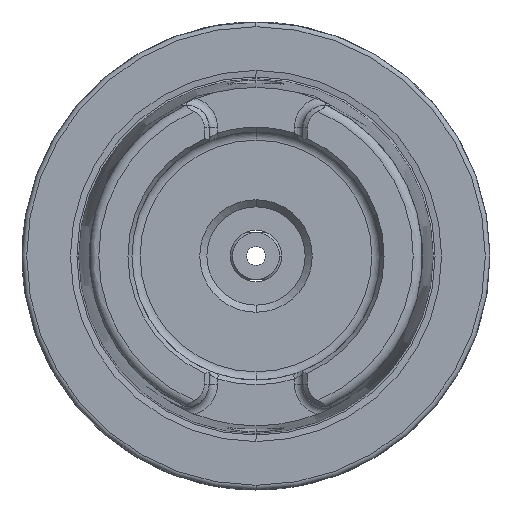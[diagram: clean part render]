
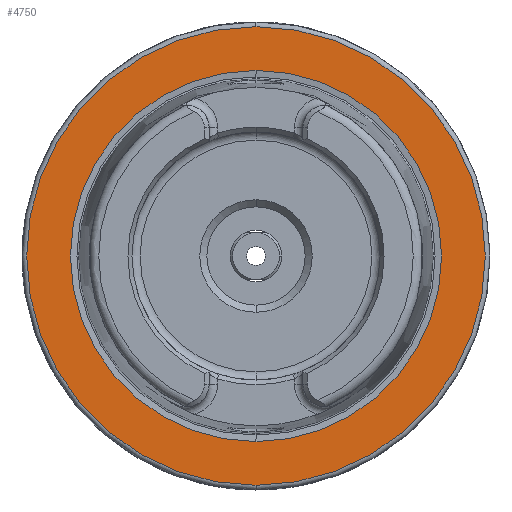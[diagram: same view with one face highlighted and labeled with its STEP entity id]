
A CAD part, left-side view. The second image highlights one B-rep face of the part: STEP entity #4750.
In plain terms, the highlighted planar face has unit normal (-1, 0, 0).
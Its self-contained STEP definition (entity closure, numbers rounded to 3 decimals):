
#229 = AXIS2_PLACEMENT_3D ( 'NONE', #1431, #5878, #2084 ) ;
#469 = ORIENTED_EDGE ( 'NONE', *, *, #3851, .T. ) ;
#808 = FACE_BOUND ( 'NONE', #3461, .T. ) ;
#944 = CIRCLE ( 'NONE', #5284, 49. ) ;
#951 = AXIS2_PLACEMENT_3D ( 'NONE', #5965, #2177, #6593 ) ;
#1031 = CARTESIAN_POINT ( 'NONE',  ( 0., 39.647, 0. ) ) ;
#1205 = ORIENTED_EDGE ( 'NONE', *, *, #6369, .F. ) ;
#1431 = CARTESIAN_POINT ( 'NONE',  ( 0., 0., 0. ) ) ;
#1679 = EDGE_CURVE ( 'NONE', #5185, #3569, #944, .T. ) ;
#1680 = DIRECTION ( 'NONE',  ( 0., 0., 1. ) ) ;
#2084 = DIRECTION ( 'NONE',  ( 0., 0., -1. ) ) ;
#2177 = DIRECTION ( 'NONE',  ( 1., 0., 0. ) ) ;
#2709 = CARTESIAN_POINT ( 'NONE',  ( 0., 0., 0. ) ) ;
#2781 = CARTESIAN_POINT ( 'NONE',  ( 0., 0., -49. ) ) ;
#3127 = EDGE_CURVE ( 'NONE', #3310, #7949, #3647, .T. ) ;
#3310 = VERTEX_POINT ( 'NONE', #4989 ) ;
#3354 = DIRECTION ( 'NONE',  ( 0., 0., -1. ) ) ;
#3404 = DIRECTION ( 'NONE',  ( 1., 0., 0. ) ) ;
#3461 = EDGE_LOOP ( 'NONE', ( #469, #3553 ) ) ;
#3553 = ORIENTED_EDGE ( 'NONE', *, *, #3127, .T. ) ;
#3569 = VERTEX_POINT ( 'NONE', #4580 ) ;
#3647 = CIRCLE ( 'NONE', #951, 39.647 ) ;
#3851 = EDGE_CURVE ( 'NONE', #7949, #3310, #6281, .T. ) ;
#3905 = ORIENTED_EDGE ( 'NONE', *, *, #1679, .F. ) ;
#4580 = CARTESIAN_POINT ( 'NONE',  ( 0., 0., 49. ) ) ;
#4750 = ADVANCED_FACE ( 'NONE', ( #808, #5685 ), #7377, .T. ) ;
#4770 = CIRCLE ( 'NONE', #229, 49. ) ;
#4989 = CARTESIAN_POINT ( 'NONE',  ( 0., 0., -39.647 ) ) ;
#5185 = VERTEX_POINT ( 'NONE', #2781 ) ;
#5284 = AXIS2_PLACEMENT_3D ( 'NONE', #2709, #7141, #3354 ) ;
#5488 = DIRECTION ( 'NONE',  ( -1., 0., 0. ) ) ;
#5569 = EDGE_LOOP ( 'NONE', ( #3905, #1205 ) ) ;
#5685 = FACE_OUTER_BOUND ( 'NONE', #5569, .T. ) ;
#5878 = DIRECTION ( 'NONE',  ( 1., 0., 0. ) ) ;
#5965 = CARTESIAN_POINT ( 'NONE',  ( 0., 0., 0. ) ) ;
#6128 = AXIS2_PLACEMENT_3D ( 'NONE', #1031, #5488, #1680 ) ;
#6174 = AXIS2_PLACEMENT_3D ( 'NONE', #7192, #3404, #7823 ) ;
#6281 = CIRCLE ( 'NONE', #6174, 39.647 ) ;
#6369 = EDGE_CURVE ( 'NONE', #3569, #5185, #4770, .T. ) ;
#6593 = DIRECTION ( 'NONE',  ( 0., 0., -1. ) ) ;
#7141 = DIRECTION ( 'NONE',  ( 1., 0., 0. ) ) ;
#7192 = CARTESIAN_POINT ( 'NONE',  ( 0., 0., 0. ) ) ;
#7377 = PLANE ( 'NONE',  #6128 ) ;
#7412 = CARTESIAN_POINT ( 'NONE',  ( 0., 0., 39.647 ) ) ;
#7823 = DIRECTION ( 'NONE',  ( 0., 0., -1. ) ) ;
#7949 = VERTEX_POINT ( 'NONE', #7412 ) ;
